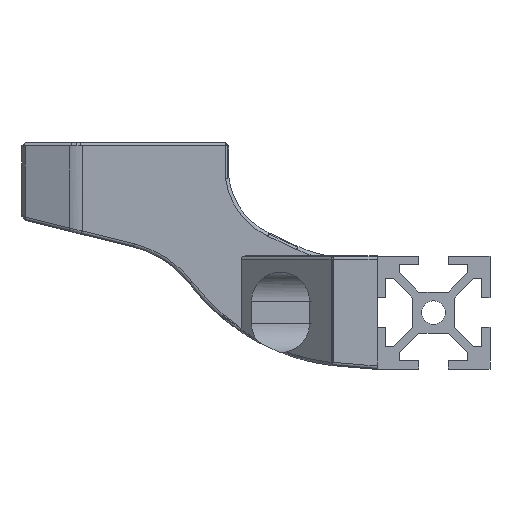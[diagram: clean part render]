
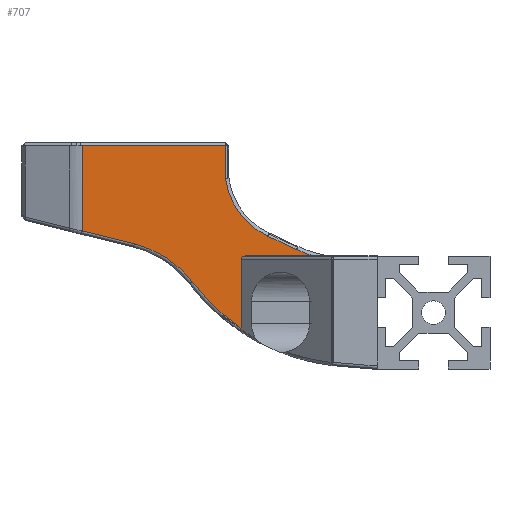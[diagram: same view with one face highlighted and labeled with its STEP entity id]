
A CAD part, front view. The second image highlights one B-rep face of the part: STEP entity #707.
In plain terms, the highlighted planar face has unit normal (0, -1, 0).
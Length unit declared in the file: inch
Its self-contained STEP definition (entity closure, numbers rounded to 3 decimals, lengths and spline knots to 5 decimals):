
#707=ADVANCED_FACE('',(#1578),#1579,.T.);
#1578=FACE_OUTER_BOUND('',#2686,.T.);
#1579=PLANE('',#2687);
#2686=EDGE_LOOP('',(#4929,#4930,#4931,#4932,#4933,#4934,#4935,#4936,#4937,#4938,#4939,#4940,#4941,#4942));
#2687=AXIS2_PLACEMENT_3D('',#4943,#4944,#4945);
#4929=ORIENTED_EDGE('',*,*,#7444,.T.);
#4930=ORIENTED_EDGE('',*,*,#7445,.T.);
#4931=ORIENTED_EDGE('',*,*,#7446,.F.);
#4932=ORIENTED_EDGE('',*,*,#7028,.T.);
#4933=ORIENTED_EDGE('',*,*,#7447,.T.);
#4934=ORIENTED_EDGE('',*,*,#7448,.F.);
#4935=ORIENTED_EDGE('',*,*,#7449,.F.);
#4936=ORIENTED_EDGE('',*,*,#7450,.F.);
#4937=ORIENTED_EDGE('',*,*,#7451,.F.);
#4938=ORIENTED_EDGE('',*,*,#7452,.T.);
#4939=ORIENTED_EDGE('',*,*,#6694,.T.);
#4940=ORIENTED_EDGE('',*,*,#7437,.T.);
#4941=ORIENTED_EDGE('',*,*,#6987,.T.);
#4942=ORIENTED_EDGE('',*,*,#7046,.T.);
#4943=CARTESIAN_POINT('',(0.86553,-0.3937,-0.56845));
#4944=DIRECTION('',(0.,-1.0,0.));
#4945=DIRECTION('',(0.,0.,-1.0));
#6694=EDGE_CURVE('',#8003,#8001,#8004,.T.);
#6987=EDGE_CURVE('',#8501,#8499,#8502,.T.);
#7028=EDGE_CURVE('',#8570,#8568,#8571,.F.);
#7046=EDGE_CURVE('',#8499,#8597,#8599,.T.);
#7437=EDGE_CURVE('',#8001,#8501,#9196,.T.);
#7444=EDGE_CURVE('',#8597,#9204,#9205,.T.);
#7445=EDGE_CURVE('',#9204,#9206,#9207,.T.);
#7446=EDGE_CURVE('',#8570,#9206,#9208,.T.);
#7447=EDGE_CURVE('',#8568,#9209,#9210,.F.);
#7448=EDGE_CURVE('',#9211,#9209,#9212,.T.);
#7449=EDGE_CURVE('',#9213,#9211,#9214,.T.);
#7450=EDGE_CURVE('',#9215,#9213,#9216,.T.);
#7451=EDGE_CURVE('',#9217,#9215,#9218,.T.);
#7452=EDGE_CURVE('',#9217,#8003,#9219,.T.);
#8001=VERTEX_POINT('',#9898);
#8003=VERTEX_POINT('',#9900);
#8004=LINE('',#9901,#9902);
#8499=VERTEX_POINT('',#10755);
#8501=VERTEX_POINT('',#10757);
#8502=LINE('',#10758,#10759);
#8568=VERTEX_POINT('',#10854);
#8570=VERTEX_POINT('',#10857);
#8571=ELLIPSE('',#10858,0.03341,0.02362);
#8597=VERTEX_POINT('',#10889);
#8599=LINE('',#10902,#10903);
#9196=LINE('',#11958,#11959);
#9204=VERTEX_POINT('',#11979);
#9205=CIRCLE('',#11980,0.73228);
#9206=VERTEX_POINT('',#11981);
#9207=CIRCLE('',#11982,1.46325);
#9208=LINE('',#11983,#11984);
#9209=VERTEX_POINT('',#11985);
#9210=ELLIPSE('',#11986,0.03341,0.02362);
#9211=VERTEX_POINT('',#11987);
#9212=LINE('',#11988,#11989);
#9213=VERTEX_POINT('',#11990);
#9214=CIRCLE('',#11991,0.81102);
#9215=VERTEX_POINT('',#11992);
#9216=LINE('',#11993,#11994);
#9217=VERTEX_POINT('',#11995);
#9218=CIRCLE('',#11996,0.51575);
#9219=B_SPLINE_CURVE_WITH_KNOTS('',3,(#11997,#11998,#11999,#12000),.UNSPECIFIED.,.F.,.F.,(4,4),(7.05657,7.08387),.UNSPECIFIED.);
#9898=CARTESIAN_POINT('',(0.42025,-0.3937,0.27526));
#9900=CARTESIAN_POINT('',(0.42025,-0.3937,0.05165));
#9901=CARTESIAN_POINT('',(0.42025,-0.3937,-0.06764));
#9902=VECTOR('',#12942,1.0);
#10755=CARTESIAN_POINT('',(-0.58025,-0.3937,-0.31795));
#10757=CARTESIAN_POINT('',(-0.58025,-0.3937,0.27526));
#10758=CARTESIAN_POINT('',(-0.58025,-0.3937,-0.56845));
#10759=VECTOR('',#13323,6.0);
#10854=CARTESIAN_POINT('',(0.53782,-0.3937,-0.49906));
#10857=CARTESIAN_POINT('',(0.52804,-0.3937,-0.51576));
#10858=AXIS2_PLACEMENT_3D('',#13367,#13368,#13369);
#10889=CARTESIAN_POINT('',(-0.21616,-0.3937,-0.40758));
#10902=CARTESIAN_POINT('',(0.31132,-0.3937,-0.53745));
#10903=VECTOR('',#13399,1.);
#11958=CARTESIAN_POINT('',(-0.81587,-0.3937,0.27526));
#11959=VECTOR('',#13856,1.0);
#11979=CARTESIAN_POINT('',(0.18587,-0.3937,-0.67217));
#11980=AXIS2_PLACEMENT_3D('',#13862,#13863,#13864);
#11981=CARTESIAN_POINT('',(0.52804,-0.3937,-0.9945));
#11982=AXIS2_PLACEMENT_3D('',#13865,#13866,#13867);
#11983=CARTESIAN_POINT('',(0.52804,-0.3937,-0.90179));
#11984=VECTOR('',#13868,1.0);
#11985=CARTESIAN_POINT('',(0.56144,-0.3937,-0.49214));
#11986=AXIS2_PLACEMENT_3D('',#13869,#13870,#13871);
#11987=CARTESIAN_POINT('',(1.03486,-0.3937,-0.49214));
#11988=CARTESIAN_POINT('',(0.9486,-0.3937,-0.49214));
#11989=VECTOR('',#13872,1.0);
#11990=CARTESIAN_POINT('',(0.91532,-0.3937,-0.44752));
#11991=AXIS2_PLACEMENT_3D('',#13873,#13874,#13875);
#11992=CARTESIAN_POINT('',(0.71432,-0.3937,-0.35387));
#11993=CARTESIAN_POINT('',(0.83224,-0.3937,-0.40881));
#11994=VECTOR('',#13876,1.);
#11995=CARTESIAN_POINT('',(0.42025,-0.3937,0.05057));
#11996=AXIS2_PLACEMENT_3D('',#13877,#13878,#13879);
#11997=CARTESIAN_POINT('',(0.42025,-0.3937,0.05057));
#11998=CARTESIAN_POINT('',(0.42025,-0.3937,0.05092));
#11999=CARTESIAN_POINT('',(0.42025,-0.3937,0.05129));
#12000=CARTESIAN_POINT('',(0.42025,-0.3937,0.05165));
#12942=DIRECTION('',(0.,0.,1.0));
#13323=DIRECTION('',(0.,0.,-1.0));
#13367=CARTESIAN_POINT('',(0.56144,-0.3937,-0.51576));
#13368=DIRECTION('',(0.,-1.0,0.));
#13369=DIRECTION('',(-1.0,0.,0.));
#13399=DIRECTION('',(0.971,0.,-0.239));
#13856=DIRECTION('',(-1.0,0.,0.0));
#13862=CARTESIAN_POINT('',(-0.39535,-0.3937,-1.1176));
#13863=DIRECTION('',(0.,1.0,0.));
#13864=DIRECTION('',(0.,0.,1.0));
#13865=CARTESIAN_POINT('',(1.34728,-0.3937,0.21791));
#13866=DIRECTION('',(0.,-1.0,0.));
#13867=DIRECTION('',(-0.682,0.,-0.732));
#13868=DIRECTION('',(0.,0.,-1.0));
#13869=CARTESIAN_POINT('',(0.56144,-0.3937,-0.51576));
#13870=DIRECTION('',(0.,-1.0,0.));
#13871=DIRECTION('',(-1.0,0.,0.));
#13872=DIRECTION('',(-1.0,0.,0.0));
#13873=CARTESIAN_POINT('',(1.25783,-0.3937,0.28763));
#13874=DIRECTION('',(0.,-1.0,0.));
#13875=DIRECTION('',(-0.232,0.,-0.973));
#13876=DIRECTION('',(0.906,0.,-0.422));
#13877=CARTESIAN_POINT('',(0.93213,-0.3937,0.11363));
#13878=DIRECTION('',(0.,-1.0,0.));
#13879=DIRECTION('',(-0.843,0.,-0.537));
